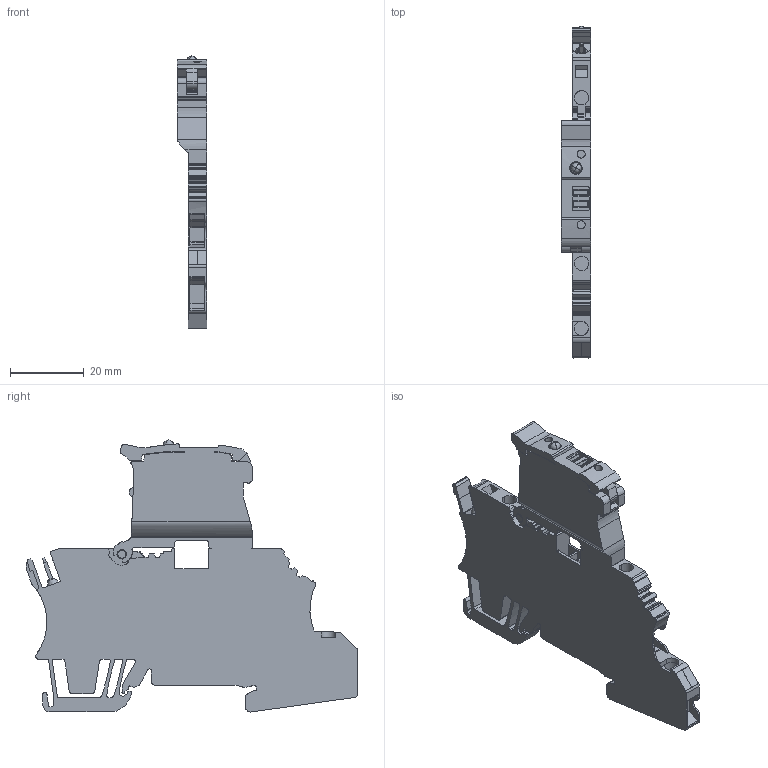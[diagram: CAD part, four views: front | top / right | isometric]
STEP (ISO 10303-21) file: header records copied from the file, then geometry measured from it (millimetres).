
FILE_DESCRIPTION(('CATIA V5 STEP Exchange','CAx-IF Rec.Pracs.--- Model Styling and Organization---1.4--- 2014-01-23'),'2;1');
FILE_NAME ('D1449536_0', '2020-04-28T03:46:19+00:00', ('none'), ('Weidmueller'), 'CATIA Version 5-6 Release 2016 SP3 HF44', 'CATIA V5 STEP AP214', 'none');
FILE_SCHEMA(('AUTOMOTIVE_DESIGN { 1 0 10303 214 1 1 1 1 }'));
Length unit declared in the file: millimetre
Products named in the file (1): 1162860000_WMF_2-5_FU_BLZ_PE_100-250V_SW
Bounding box: 8.04 x 89.84 x 73.65 mm (x, y, z)
Volume: 18386.9 mm3; surface area: 13060.3 mm2
Topology: 4 solids, 4 shells, 720 faces, 2137 edges, 1427 vertices
Faces by surface type: plane 343, cylinder 334, extrusion 21, cone 10, torus 8, sphere 4
Entity records: 24509 total; most frequent: CARTESIAN_POINT 5176, ORIENTED_EDGE 4266, DIRECTION 3168, EDGE_CURVE 2133, VERTEX_POINT 1427, VECTOR 1331, LINE 1310, AXIS2_PLACEMENT_3D 1261
